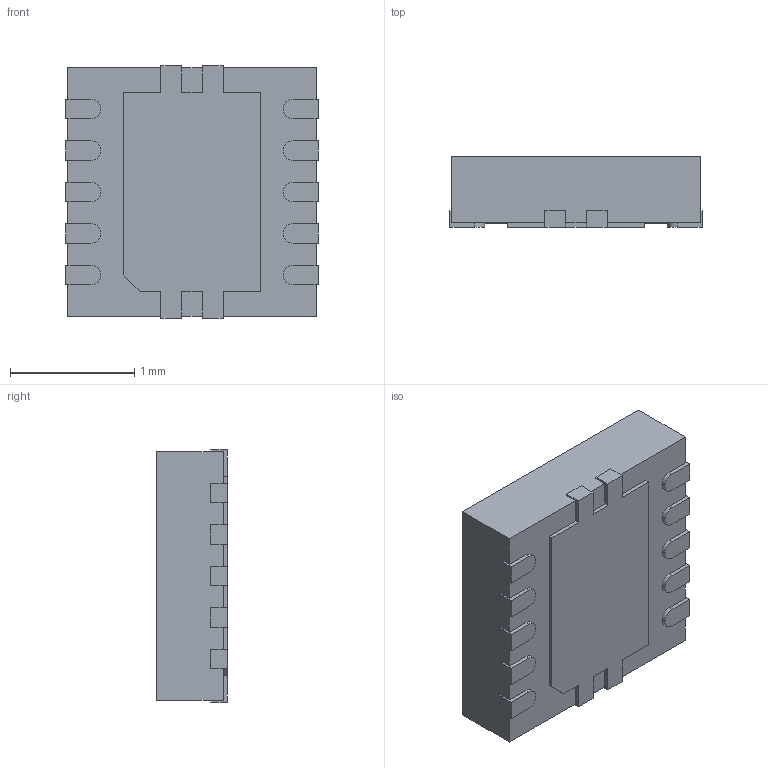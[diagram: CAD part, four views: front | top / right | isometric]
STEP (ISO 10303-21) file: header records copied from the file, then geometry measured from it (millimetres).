
FILE_DESCRIPTION (( 'STEP AP214' ), '1' );
FILE_NAME ('WSON10DE22e0_4.STEP', '2022-04-09T14:32:31', ( 'boksop' ), ( '' ), 'SwSTEP 2.0', 'SolidWorks 2020', '' );
FILE_SCHEMA (( 'AUTOMOTIVE_DESIGN' ));
Length unit declared in the file: millimetre
Products named in the file (1): WSON10DE22e0_4
Bounding box: 2.03 x 0.57 x 2.03 mm (x, y, z)
Volume: 2.2 mm3; surface area: 13 mm2
Topology: 1 solids, 1 shells, 265 faces, 723 edges, 482 vertices
Faces by surface type: plane 160, bspline 93, cylinder 12
Entity records: 14946 total; most frequent: CARTESIAN_POINT 7669, ORIENTED_EDGE 1446, DIRECTION 907, EDGE_CURVE 723, LINE 513, VECTOR 513, VERTEX_POINT 482, EDGE_LOOP 287
